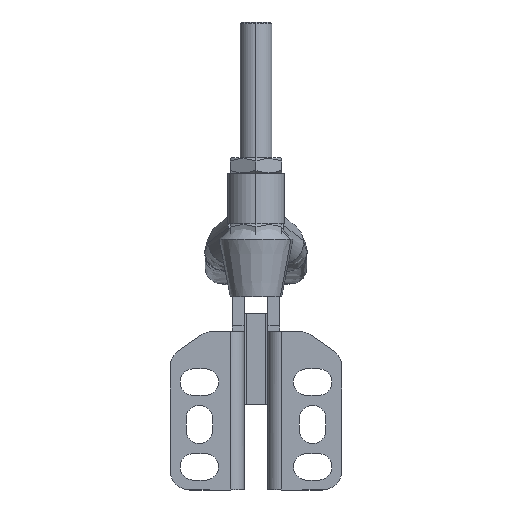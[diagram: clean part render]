
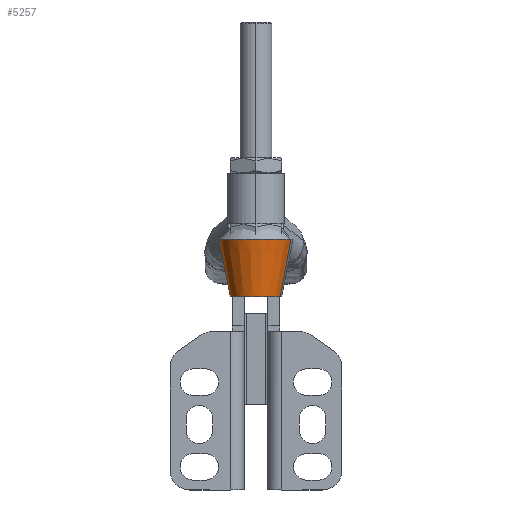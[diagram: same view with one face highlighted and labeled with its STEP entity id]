
A CAD part, left-side view. The second image highlights one B-rep face of the part: STEP entity #5257.
In plain terms, the highlighted conical face has half-angle 11 degrees and reference radius 6.5 mm.
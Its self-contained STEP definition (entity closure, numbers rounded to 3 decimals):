
#5257 = ADVANCED_FACE ( 'NONE', ( #14977 ), #14985, .T. ) ;
#6163 = EDGE_CURVE ( 'NONE', #33616, #33622, #21741, .T. ) ;
#6165 = EDGE_CURVE ( 'NONE', #33617, #33623, #21746, .T. ) ;
#6169 = EDGE_CURVE ( 'NONE', #33623, #33622, #21750, .T. ) ;
#6170 = EDGE_CURVE ( 'NONE', #33617, #33616, #21754, .T. ) ;
#6892 = ORIENTED_EDGE ( 'NONE', *, *, #6163, .F. ) ;
#6893 = ORIENTED_EDGE ( 'NONE', *, *, #6170, .F. ) ;
#6894 = ORIENTED_EDGE ( 'NONE', *, *, #6165, .T. ) ;
#6895 = ORIENTED_EDGE ( 'NONE', *, *, #6169, .T. ) ;
#7325 = EDGE_LOOP ( 'NONE', ( #6892, #6893, #6894, #6895 ) ) ;
#13825 = AXIS2_PLACEMENT_3D ( 'NONE', #15268, #15266, #15264 ) ;
#14977 = FACE_OUTER_BOUND ( 'NONE', #7325, .T. ) ;
#14985 = CONICAL_SURFACE ( 'NONE', #13825, 6.5, 0.192 ) ;
#15264 = DIRECTION ( 'NONE',  ( 0., 0., 1. ) ) ;
#15266 = DIRECTION ( 'NONE',  ( 0., 1., 0. ) ) ;
#15268 = CARTESIAN_POINT ( 'NONE',  ( 0., 0., 0. ) ) ;
#17418 = AXIS2_PLACEMENT_3D ( 'NONE', #21110, #21111, #21112 ) ;
#17419 = AXIS2_PLACEMENT_3D ( 'NONE', #21115, #21116, #21117 ) ;
#21093 = DIRECTION ( 'NONE',  ( 0., 0.982, -0.191 ) ) ;
#21094 = DIRECTION ( 'NONE',  ( 0., 0.982, 0.191 ) ) ;
#21095 = CARTESIAN_POINT ( 'NONE',  ( 0., 0., -6.5 ) ) ;
#21099 = CARTESIAN_POINT ( 'NONE',  ( 0., 0., 6.5 ) ) ;
#21110 = CARTESIAN_POINT ( 'NONE',  ( 0., 14.534, 0. ) ) ;
#21111 = DIRECTION ( 'NONE',  ( 0., -1., 0. ) ) ;
#21112 = DIRECTION ( 'NONE',  ( 0., 0., -1. ) ) ;
#21115 = CARTESIAN_POINT ( 'NONE',  ( 0., 0., 0. ) ) ;
#21116 = DIRECTION ( 'NONE',  ( 0., -1., 0. ) ) ;
#21117 = DIRECTION ( 'NONE',  ( 0., 0., -1. ) ) ;
#21741 = LINE ( 'NONE', #21095, #21745 ) ;
#21745 = VECTOR ( 'NONE', #21093, 1000. ) ;
#21746 = LINE ( 'NONE', #21099, #21748 ) ;
#21748 = VECTOR ( 'NONE', #21094, 1000. ) ;
#21750 = CIRCLE ( 'NONE', #17418, 9.325 ) ;
#21754 = CIRCLE ( 'NONE', #17419, 6.5 ) ;
#32503 = CARTESIAN_POINT ( 'NONE',  ( 0., 0., -6.5 ) ) ;
#32504 = CARTESIAN_POINT ( 'NONE',  ( 0., 0., 6.5 ) ) ;
#32509 = CARTESIAN_POINT ( 'NONE',  ( 0., 14.534, -9.325 ) ) ;
#32510 = CARTESIAN_POINT ( 'NONE',  ( 0., 14.534, 9.325 ) ) ;
#33616 = VERTEX_POINT ( 'NONE', #32503 ) ;
#33617 = VERTEX_POINT ( 'NONE', #32504 ) ;
#33622 = VERTEX_POINT ( 'NONE', #32509 ) ;
#33623 = VERTEX_POINT ( 'NONE', #32510 ) ;
